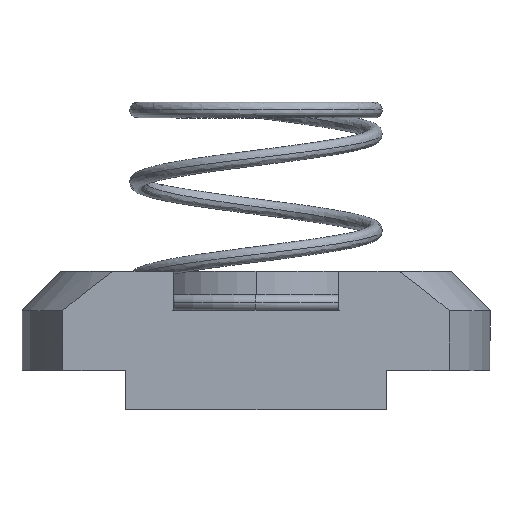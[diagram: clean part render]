
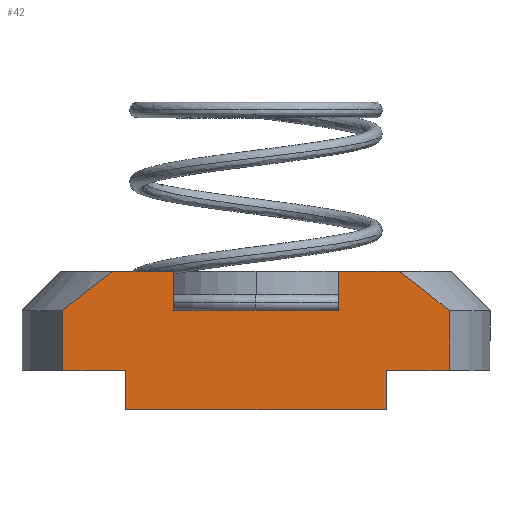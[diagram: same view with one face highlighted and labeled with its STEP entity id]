
A CAD part, top view. The second image highlights one B-rep face of the part: STEP entity #42.
In plain terms, the highlighted planar face has unit normal (0, 0, 1).
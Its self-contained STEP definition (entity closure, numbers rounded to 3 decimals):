
#42 = ADVANCED_FACE ( 'NONE', ( #1612 ), #915, .T. ) ;
#99 = EDGE_CURVE ( 'NONE', #1242, #1238, #2009, .T. ) ;
#103 = EDGE_CURVE ( 'NONE', #1246, #1244, #1997, .T. ) ;
#104 = EDGE_CURVE ( 'NONE', #1249, #1247, #1994, .T. ) ;
#112 = EDGE_CURVE ( 'NONE', #1251, #1242, #1979, .T. ) ;
#113 = EDGE_CURVE ( 'NONE', #1251, #1244, #1976, .T. ) ;
#114 = EDGE_CURVE ( 'NONE', #1246, #1252, #2295, .T. ) ;
#117 = EDGE_CURVE ( 'NONE', #1252, #1253, #1969, .T. ) ;
#118 = EDGE_CURVE ( 'NONE', #1253, #1254, #1966, .T. ) ;
#120 = EDGE_CURVE ( 'NONE', #1254, #1255, #1963, .T. ) ;
#121 = EDGE_CURVE ( 'NONE', #1255, #1256, #1960, .T. ) ;
#122 = EDGE_CURVE ( 'NONE', #1256, #1257, #1957, .T. ) ;
#123 = EDGE_CURVE ( 'NONE', #1257, #1249, #2296, .T. ) ;
#126 = EDGE_CURVE ( 'NONE', #1247, #1258, #1950, .T. ) ;
#130 = EDGE_CURVE ( 'NONE', #1258, #1238, #1947, .T. ) ;
#909 = DIRECTION ( 'NONE',  ( 1., 0., 0. ) ) ;
#910 = DIRECTION ( 'NONE',  ( 0., 0., 1. ) ) ;
#915 = PLANE ( 'NONE',  #1609 ) ;
#916 = CARTESIAN_POINT ( 'NONE',  ( -7.416, 5.3, 5.1 ) ) ;
#937 = EDGE_LOOP ( 'NONE', ( #1319, #1321, #1320, #1322, #1323, #1325, #1324, #1326, #1327, #1328, #1329, #1330, #1331, #1333 ) ) ;
#1238 = VERTEX_POINT ( 'NONE', #1717 ) ;
#1242 = VERTEX_POINT ( 'NONE', #1713 ) ;
#1244 = VERTEX_POINT ( 'NONE', #1711 ) ;
#1246 = VERTEX_POINT ( 'NONE', #1709 ) ;
#1247 = VERTEX_POINT ( 'NONE', #1708 ) ;
#1249 = VERTEX_POINT ( 'NONE', #1706 ) ;
#1251 = VERTEX_POINT ( 'NONE', #1704 ) ;
#1252 = VERTEX_POINT ( 'NONE', #1703 ) ;
#1253 = VERTEX_POINT ( 'NONE', #1702 ) ;
#1254 = VERTEX_POINT ( 'NONE', #1701 ) ;
#1255 = VERTEX_POINT ( 'NONE', #1700 ) ;
#1256 = VERTEX_POINT ( 'NONE', #1699 ) ;
#1257 = VERTEX_POINT ( 'NONE', #1698 ) ;
#1258 = VERTEX_POINT ( 'NONE', #1697 ) ;
#1319 = ORIENTED_EDGE ( 'NONE', *, *, #99, .F. ) ;
#1320 = ORIENTED_EDGE ( 'NONE', *, *, #113, .T. ) ;
#1321 = ORIENTED_EDGE ( 'NONE', *, *, #112, .F. ) ;
#1322 = ORIENTED_EDGE ( 'NONE', *, *, #103, .F. ) ;
#1323 = ORIENTED_EDGE ( 'NONE', *, *, #114, .T. ) ;
#1324 = ORIENTED_EDGE ( 'NONE', *, *, #118, .T. ) ;
#1325 = ORIENTED_EDGE ( 'NONE', *, *, #117, .T. ) ;
#1326 = ORIENTED_EDGE ( 'NONE', *, *, #120, .T. ) ;
#1327 = ORIENTED_EDGE ( 'NONE', *, *, #121, .T. ) ;
#1328 = ORIENTED_EDGE ( 'NONE', *, *, #122, .T. ) ;
#1329 = ORIENTED_EDGE ( 'NONE', *, *, #123, .T. ) ;
#1330 = ORIENTED_EDGE ( 'NONE', *, *, #104, .T. ) ;
#1331 = ORIENTED_EDGE ( 'NONE', *, *, #126, .T. ) ;
#1333 = ORIENTED_EDGE ( 'NONE', *, *, #130, .T. ) ;
#1435 = VECTOR ( 'NONE', #2007, 1000. ) ;
#1454 = VECTOR ( 'NONE', #1992, 1000. ) ;
#1462 = VECTOR ( 'NONE', #1995, 1000. ) ;
#1499 = VECTOR ( 'NONE', #1977, 1000. ) ;
#1503 = VECTOR ( 'NONE', #1974, 1000. ) ;
#1515 = VECTOR ( 'NONE', #1967, 1000. ) ;
#1516 = VECTOR ( 'NONE', #1964, 1000. ) ;
#1520 = VECTOR ( 'NONE', #1961, 1000. ) ;
#1580 = VECTOR ( 'NONE', #1948, 1000. ) ;
#1581 = VECTOR ( 'NONE', #1958, 1000. ) ;
#1583 = VECTOR ( 'NONE', #1945, 1000. ) ;
#1591 = VECTOR ( 'NONE', #1955, 1000. ) ;
#1609 = AXIS2_PLACEMENT_3D ( 'NONE', #916, #910, #909 ) ;
#1612 = FACE_OUTER_BOUND ( 'NONE', #937, .T. ) ;
#1697 = CARTESIAN_POINT ( 'NONE',  ( -5., 1.5, 5.1 ) ) ;
#1698 = CARTESIAN_POINT ( 'NONE',  ( -5.499, 5.3, 5.1 ) ) ;
#1699 = CARTESIAN_POINT ( 'NONE',  ( -3.161, 5.3, 5.1 ) ) ;
#1700 = CARTESIAN_POINT ( 'NONE',  ( -3.161, 3.8, 5.1 ) ) ;
#1701 = CARTESIAN_POINT ( 'NONE',  ( 3.161, 3.8, 5.1 ) ) ;
#1702 = CARTESIAN_POINT ( 'NONE',  ( 3.161, 5.3, 5.1 ) ) ;
#1703 = CARTESIAN_POINT ( 'NONE',  ( 5.499, 5.3, 5.1 ) ) ;
#1704 = CARTESIAN_POINT ( 'NONE',  ( 5., 1.5, 5.1 ) ) ;
#1706 = CARTESIAN_POINT ( 'NONE',  ( -7.416, 3.8, 5.1 ) ) ;
#1708 = CARTESIAN_POINT ( 'NONE',  ( -7.416, 1.5, 5.1 ) ) ;
#1709 = CARTESIAN_POINT ( 'NONE',  ( 7.416, 3.8, 5.1 ) ) ;
#1711 = CARTESIAN_POINT ( 'NONE',  ( 7.416, 1.5, 5.1 ) ) ;
#1713 = CARTESIAN_POINT ( 'NONE',  ( 5., 0., 5.1 ) ) ;
#1717 = CARTESIAN_POINT ( 'NONE',  ( -5., 0., 5.1 ) ) ;
#1945 = DIRECTION ( 'NONE',  ( 0., -1., 0. ) ) ;
#1946 = CARTESIAN_POINT ( 'NONE',  ( -5., 1.5, 5.1 ) ) ;
#1947 = LINE ( 'NONE', #1946, #1583 ) ;
#1948 = DIRECTION ( 'NONE',  ( 1., 0., 0. ) ) ;
#1949 = CARTESIAN_POINT ( 'NONE',  ( -7.416, 1.5, 5.1 ) ) ;
#1950 = LINE ( 'NONE', #1949, #1580 ) ;
#1952 = CARTESIAN_POINT ( 'NONE',  ( -7.416, 3.8, 5.1 ) ) ;
#1953 = CARTESIAN_POINT ( 'NONE',  ( -6.79, 4.315, 5.1 ) ) ;
#1954 = CARTESIAN_POINT ( 'NONE',  ( -6.155, 4.819, 5.1 ) ) ;
#1955 = DIRECTION ( 'NONE',  ( -1., 0., 0. ) ) ;
#1956 = CARTESIAN_POINT ( 'NONE',  ( -7.416, 5.3, 5.1 ) ) ;
#1957 = LINE ( 'NONE', #1956, #1591 ) ;
#1958 = DIRECTION ( 'NONE',  ( 0., 1., 0. ) ) ;
#1959 = CARTESIAN_POINT ( 'NONE',  ( -3.161, 0., 5.1 ) ) ;
#1960 = LINE ( 'NONE', #1959, #1581 ) ;
#1961 = DIRECTION ( 'NONE',  ( -1., 0., 0. ) ) ;
#1962 = CARTESIAN_POINT ( 'NONE',  ( -4.25, 3.8, 5.1 ) ) ;
#1963 = LINE ( 'NONE', #1962, #1520 ) ;
#1964 = DIRECTION ( 'NONE',  ( 0., -1., 0. ) ) ;
#1965 = CARTESIAN_POINT ( 'NONE',  ( 3.161, 0., 5.1 ) ) ;
#1966 = LINE ( 'NONE', #1965, #1516 ) ;
#1967 = DIRECTION ( 'NONE',  ( -1., 0., 0. ) ) ;
#1968 = CARTESIAN_POINT ( 'NONE',  ( -7.416, 5.3, 5.1 ) ) ;
#1969 = LINE ( 'NONE', #1968, #1515 ) ;
#1970 = CARTESIAN_POINT ( 'NONE',  ( -5.499, 5.3, 5.1 ) ) ;
#1971 = CARTESIAN_POINT ( 'NONE',  ( 5.499, 5.3, 5.1 ) ) ;
#1972 = CARTESIAN_POINT ( 'NONE',  ( 6.154, 4.82, 5.1 ) ) ;
#1973 = CARTESIAN_POINT ( 'NONE',  ( 6.789, 4.316, 5.1 ) ) ;
#1974 = DIRECTION ( 'NONE',  ( 1., 0., 0. ) ) ;
#1975 = CARTESIAN_POINT ( 'NONE',  ( -7.416, 1.5, 5.1 ) ) ;
#1976 = LINE ( 'NONE', #1975, #1503 ) ;
#1977 = DIRECTION ( 'NONE',  ( 0., -1., 0. ) ) ;
#1978 = CARTESIAN_POINT ( 'NONE',  ( 5., 1.5, 5.1 ) ) ;
#1979 = LINE ( 'NONE', #1978, #1499 ) ;
#1983 = CARTESIAN_POINT ( 'NONE',  ( 7.416, 3.8, 5.1 ) ) ;
#1992 = DIRECTION ( 'NONE',  ( 0., -1., 0. ) ) ;
#1993 = CARTESIAN_POINT ( 'NONE',  ( -7.416, 5.3, 5.1 ) ) ;
#1994 = LINE ( 'NONE', #1993, #1454 ) ;
#1995 = DIRECTION ( 'NONE',  ( 0., -1., 0. ) ) ;
#1996 = CARTESIAN_POINT ( 'NONE',  ( 7.416, 5.3, 5.1 ) ) ;
#1997 = LINE ( 'NONE', #1996, #1462 ) ;
#2007 = DIRECTION ( 'NONE',  ( -1., 0., 0. ) ) ;
#2008 = CARTESIAN_POINT ( 'NONE',  ( -7.416, 0., 5.1 ) ) ;
#2009 = LINE ( 'NONE', #2008, #1435 ) ;
#2295 = B_SPLINE_CURVE_WITH_KNOTS ( 'NONE', 3,
 ( #1983, #1973, #1972, #1971 ),
 .UNSPECIFIED., .F., .F.,
 ( 4, 4 ),
 ( 0.012, 0.015 ),
 .UNSPECIFIED. ) ;
#2296 = B_SPLINE_CURVE_WITH_KNOTS ( 'NONE', 3,
 ( #1970, #1954, #1953, #1952 ),
 .UNSPECIFIED., .F., .F.,
 ( 4, 4 ),
 ( 0.027, 0.029 ),
 .UNSPECIFIED. ) ;
